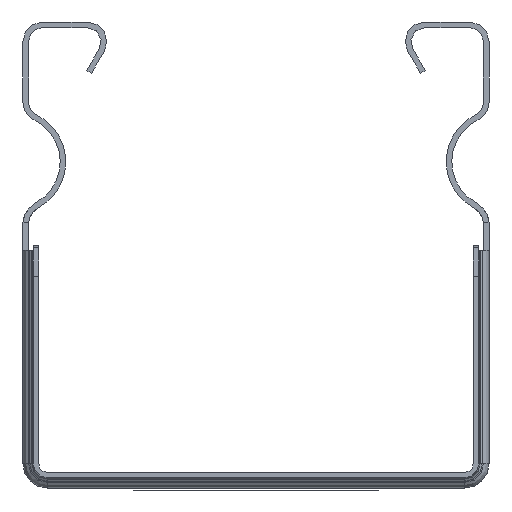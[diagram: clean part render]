
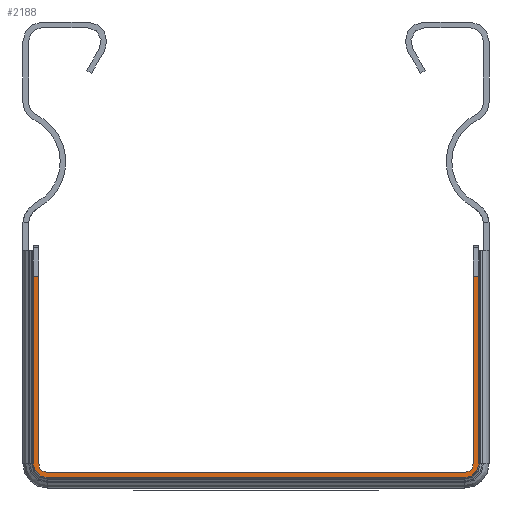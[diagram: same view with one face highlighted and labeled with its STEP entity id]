
A CAD part, left-side view. The second image highlights one B-rep face of the part: STEP entity #2188.
In plain terms, the highlighted planar face has unit normal (-1, 0, 0).
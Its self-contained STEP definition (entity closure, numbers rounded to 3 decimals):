
#102=CIRCLE('',#2326,1.5);
#108=CIRCLE('',#2336,0.9);
#112=CIRCLE('',#2343,1.5);
#119=CIRCLE('',#2363,0.9);
#278=FACE_OUTER_BOUND('',#391,.T.);
#391=EDGE_LOOP('',(#1738,#1739,#1740,#1741,#1742,#1743,#1744,#1745,#1746,
#1747,#1748,#1749));
#466=LINE('',#3214,#682);
#477=LINE('',#3244,#693);
#480=LINE('',#3251,#696);
#543=LINE('',#3441,#759);
#552=LINE('',#3472,#768);
#559=LINE('',#3502,#775);
#568=LINE('',#3525,#784);
#570=LINE('',#3529,#786);
#682=VECTOR('',#2519,1.);
#693=VECTOR('',#2540,1.);
#696=VECTOR('',#2545,1.);
#759=VECTOR('',#2724,1.);
#768=VECTOR('',#2753,1.);
#775=VECTOR('',#2796,1.);
#784=VECTOR('',#2829,1.);
#786=VECTOR('',#2835,1.);
#898=VERTEX_POINT('',#3211);
#899=VERTEX_POINT('',#3213);
#912=VERTEX_POINT('',#3241);
#913=VERTEX_POINT('',#3243);
#914=VERTEX_POINT('',#3247);
#916=VERTEX_POINT('',#3250);
#984=VERTEX_POINT('',#3438);
#985=VERTEX_POINT('',#3440);
#991=VERTEX_POINT('',#3456);
#997=VERTEX_POINT('',#3470);
#999=VERTEX_POINT('',#3480);
#1002=VERTEX_POINT('',#3501);
#1137=EDGE_CURVE('',#898,#899,#466,.T.);
#1151=EDGE_CURVE('',#913,#912,#477,.T.);
#1154=EDGE_CURVE('',#916,#914,#480,.T.);
#1248=EDGE_CURVE('',#984,#985,#543,.T.);
#1258=EDGE_CURVE('',#991,#898,#102,.T.);
#1265=EDGE_CURVE('',#997,#991,#552,.T.);
#1269=EDGE_CURVE('',#984,#999,#108,.T.);
#1276=EDGE_CURVE('',#899,#914,#112,.T.);
#1281=EDGE_CURVE('',#999,#1002,#559,.T.);
#1294=EDGE_CURVE('',#916,#912,#568,.T.);
#1296=EDGE_CURVE('',#985,#997,#570,.T.);
#1297=EDGE_CURVE('',#1002,#913,#119,.T.);
#1738=ORIENTED_EDGE('',*,*,#1294,.F.);
#1739=ORIENTED_EDGE('',*,*,#1154,.T.);
#1740=ORIENTED_EDGE('',*,*,#1276,.F.);
#1741=ORIENTED_EDGE('',*,*,#1137,.F.);
#1742=ORIENTED_EDGE('',*,*,#1258,.F.);
#1743=ORIENTED_EDGE('',*,*,#1265,.F.);
#1744=ORIENTED_EDGE('',*,*,#1296,.F.);
#1745=ORIENTED_EDGE('',*,*,#1248,.F.);
#1746=ORIENTED_EDGE('',*,*,#1269,.T.);
#1747=ORIENTED_EDGE('',*,*,#1281,.T.);
#1748=ORIENTED_EDGE('',*,*,#1297,.T.);
#1749=ORIENTED_EDGE('',*,*,#1151,.T.);
#2106=PLANE('',#2362);
#2188=ADVANCED_FACE('',(#278),#2106,.F.);
#2326=AXIS2_PLACEMENT_3D('',#3458,#2740,#2741);
#2336=AXIS2_PLACEMENT_3D('',#3481,#2765,#2766);
#2343=AXIS2_PLACEMENT_3D('',#3492,#2782,#2783);
#2362=AXIS2_PLACEMENT_3D('',#3528,#2833,#2834);
#2363=AXIS2_PLACEMENT_3D('',#3530,#2836,#2837);
#2519=DIRECTION('',(0.,1.,0.));
#2540=DIRECTION('',(0.,0.,1.));
#2545=DIRECTION('',(0.,0.,-1.));
#2724=DIRECTION('',(0.,0.,1.));
#2740=DIRECTION('center_axis',(1.,0.,0.));
#2741=DIRECTION('ref_axis',(0.,-1.,0.));
#2753=DIRECTION('',(0.,0.,-1.));
#2765=DIRECTION('center_axis',(1.,0.,0.));
#2766=DIRECTION('ref_axis',(0.,-1.,0.));
#2782=DIRECTION('center_axis',(1.,0.,0.));
#2783=DIRECTION('ref_axis',(0.,-1.,0.));
#2796=DIRECTION('',(0.,1.,0.));
#2829=DIRECTION('',(0.,-1.,0.));
#2833=DIRECTION('center_axis',(1.,0.,0.));
#2834=DIRECTION('ref_axis',(0.,1.,0.));
#2835=DIRECTION('',(0.,-1.,0.));
#2836=DIRECTION('center_axis',(1.,0.,0.));
#2837=DIRECTION('ref_axis',(0.,-1.,0.));
#3211=CARTESIAN_POINT('',(21.513,-59.623,-37.4));
#3213=CARTESIAN_POINT('',(21.513,-14.823,-37.4));
#3214=CARTESIAN_POINT('',(21.513,-37.223,-37.4));
#3241=CARTESIAN_POINT('',(21.513,-13.923,-15.8));
#3243=CARTESIAN_POINT('',(21.513,-13.923,-35.9));
#3244=CARTESIAN_POINT('',(21.513,-13.923,-25.85));
#3247=CARTESIAN_POINT('',(21.513,-13.323,-35.9));
#3250=CARTESIAN_POINT('',(21.513,-13.323,-15.8));
#3251=CARTESIAN_POINT('',(21.513,-13.323,-25.85));
#3438=CARTESIAN_POINT('',(21.513,-60.523,-35.9));
#3440=CARTESIAN_POINT('',(21.513,-60.523,-15.8));
#3441=CARTESIAN_POINT('',(21.513,-60.523,-23.2));
#3456=CARTESIAN_POINT('',(21.513,-61.123,-35.9));
#3458=CARTESIAN_POINT('Origin',(21.513,-59.623,-35.9));
#3470=CARTESIAN_POINT('',(21.513,-61.123,-15.8));
#3472=CARTESIAN_POINT('',(21.513,-61.123,-25.85));
#3480=CARTESIAN_POINT('',(21.513,-59.623,-36.8));
#3481=CARTESIAN_POINT('Origin',(21.513,-59.623,-35.9));
#3492=CARTESIAN_POINT('Origin',(21.513,-14.823,-35.9));
#3501=CARTESIAN_POINT('',(21.513,-14.823,-36.8));
#3502=CARTESIAN_POINT('',(21.513,-37.223,-36.8));
#3525=CARTESIAN_POINT('',(21.513,-13.623,-15.8));
#3528=CARTESIAN_POINT('Origin',(21.513,-13.323,-23.2));
#3529=CARTESIAN_POINT('',(21.513,-60.823,-15.8));
#3530=CARTESIAN_POINT('Origin',(21.513,-14.823,-35.9));
